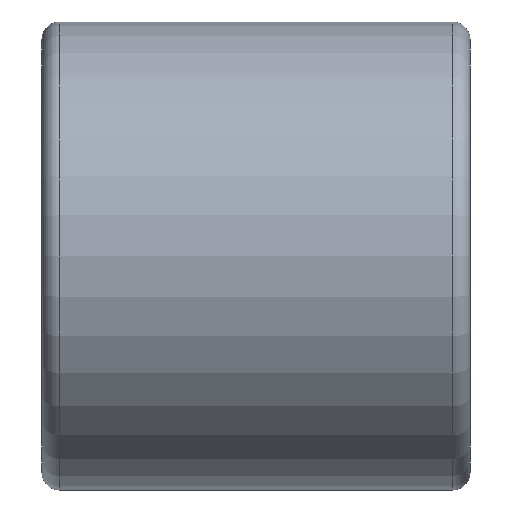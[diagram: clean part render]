
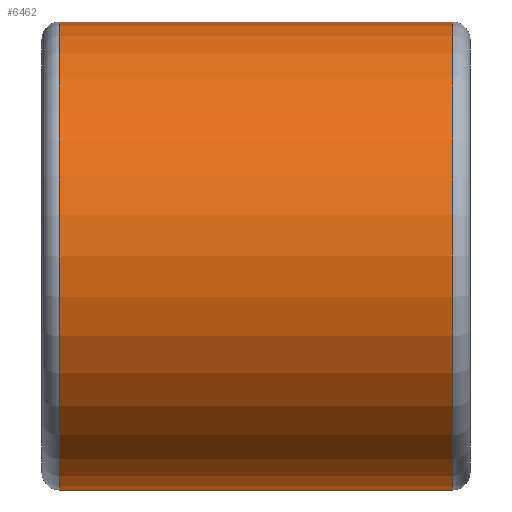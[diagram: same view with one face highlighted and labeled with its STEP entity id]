
A CAD part, front view. The second image highlights one B-rep face of the part: STEP entity #6462.
In plain terms, the highlighted cylindrical face has radius 41 mm (diameter 82 mm), a partial arc.
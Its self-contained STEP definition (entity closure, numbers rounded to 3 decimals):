
#378 = DIRECTION ( 'NONE',  ( 1., 0., 0. ) ) ;
#541 = CARTESIAN_POINT ( 'NONE',  ( 72., 0., 0. ) ) ;
#825 = VERTEX_POINT ( 'NONE', #6409 ) ;
#832 = VERTEX_POINT ( 'NONE', #2784 ) ;
#1075 = DIRECTION ( 'NONE',  ( 0., 0., 1. ) ) ;
#1290 = EDGE_CURVE ( 'NONE', #1902, #825, #2999, .T. ) ;
#1404 = DIRECTION ( 'NONE',  ( -1., 0., 0. ) ) ;
#1430 = CARTESIAN_POINT ( 'NONE',  ( 0., 0., -41. ) ) ;
#1477 = CARTESIAN_POINT ( 'NONE',  ( 0., 0., 0. ) ) ;
#1572 = AXIS2_PLACEMENT_3D ( 'NONE', #1477, #2043, #2065 ) ;
#1784 = CARTESIAN_POINT ( 'NONE',  ( 0., 0., 41. ) ) ;
#1902 = VERTEX_POINT ( 'NONE', #2149 ) ;
#2043 = DIRECTION ( 'NONE',  ( -1., 0., 0. ) ) ;
#2065 = DIRECTION ( 'NONE',  ( 0., 0., 1. ) ) ;
#2149 = CARTESIAN_POINT ( 'NONE',  ( 72., 0., -41. ) ) ;
#2169 = ORIENTED_EDGE ( 'NONE', *, *, #1290, .T. ) ;
#2321 = AXIS2_PLACEMENT_3D ( 'NONE', #3535, #378, #4075 ) ;
#2370 = CIRCLE ( 'NONE', #2321, 41. ) ;
#2784 = CARTESIAN_POINT ( 'NONE',  ( 3., 0., 41. ) ) ;
#2851 = DIRECTION ( 'NONE',  ( -1., 0., 0. ) ) ;
#2999 = CIRCLE ( 'NONE', #6225, 41. ) ;
#3016 = FACE_OUTER_BOUND ( 'NONE', #5710, .T. ) ;
#3295 = EDGE_CURVE ( 'NONE', #1902, #4124, #6443, .T. ) ;
#3535 = CARTESIAN_POINT ( 'NONE',  ( 3., 0., 0. ) ) ;
#3766 = ORIENTED_EDGE ( 'NONE', *, *, #4185, .T. ) ;
#4064 = CARTESIAN_POINT ( 'NONE',  ( 3., 0., -41. ) ) ;
#4075 = DIRECTION ( 'NONE',  ( 0., 0., -1. ) ) ;
#4093 = ORIENTED_EDGE ( 'NONE', *, *, #3295, .F. ) ;
#4124 = VERTEX_POINT ( 'NONE', #4064 ) ;
#4185 = EDGE_CURVE ( 'NONE', #832, #4124, #2370, .T. ) ;
#4254 = DIRECTION ( 'NONE',  ( -1., 0., 0. ) ) ;
#4509 = EDGE_CURVE ( 'NONE', #825, #832, #5581, .T. ) ;
#5052 = VECTOR ( 'NONE', #1404, 1000. ) ;
#5581 = LINE ( 'NONE', #1784, #6799 ) ;
#5710 = EDGE_LOOP ( 'NONE', ( #4093, #2169, #5980, #3766 ) ) ;
#5980 = ORIENTED_EDGE ( 'NONE', *, *, #4509, .T. ) ;
#6225 = AXIS2_PLACEMENT_3D ( 'NONE', #541, #4254, #1075 ) ;
#6409 = CARTESIAN_POINT ( 'NONE',  ( 72., 0., 41. ) ) ;
#6443 = LINE ( 'NONE', #1430, #5052 ) ;
#6462 = ADVANCED_FACE ( 'NONE', ( #3016 ), #6577, .T. ) ;
#6577 = CYLINDRICAL_SURFACE ( 'NONE', #1572, 41. ) ;
#6799 = VECTOR ( 'NONE', #2851, 1000. ) ;
